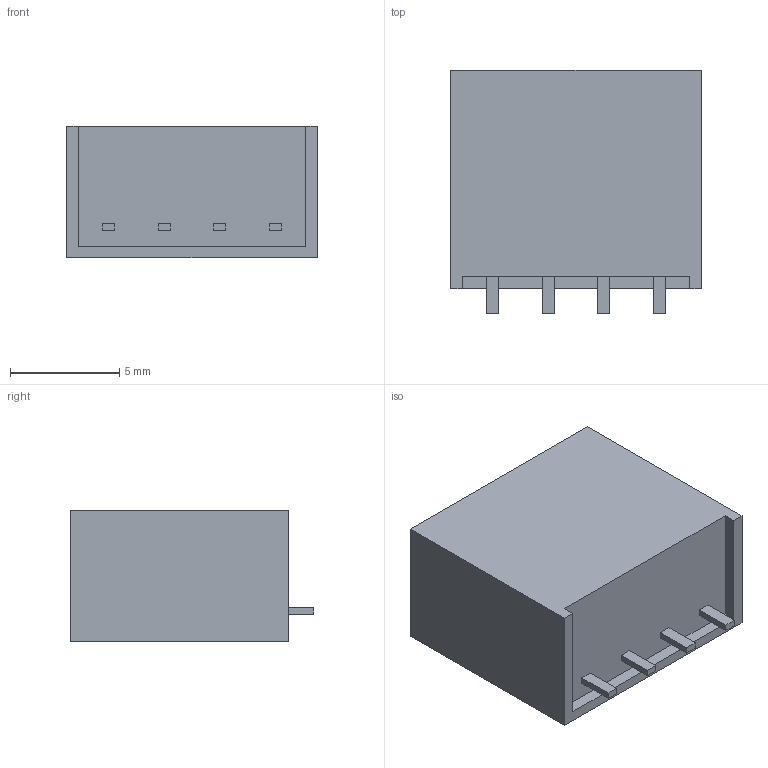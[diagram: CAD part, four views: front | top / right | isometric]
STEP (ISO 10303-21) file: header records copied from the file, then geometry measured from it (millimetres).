
FILE_DESCRIPTION (( 'STEP AP214' ), '1' );
FILE_NAME ('B0505S-1W.STEP', '2021-11-22T09:46:33', ( '' ), ( '' ), 'SwSTEP 2.0', 'SolidWorks 2020', '' );
FILE_SCHEMA (( 'AUTOMOTIVE_DESIGN' ));
Length unit declared in the file: millimetre
Products named in the file (3): Copy (2) of Copy of Copy of Part5^B0505S-1W; Part4^B0505S-1W; B0505S-1W
Assembly tree (5 placements, depth 2):
  B0505S-1W
    Part4^B0505S-1W
    Copy (2) of Copy of Copy of Part5^B0505S-1W  x4
Bounding box: 11.48 x 11.15 x 6 mm (x, y, z)
Volume: 658.1 mm3; surface area: 555.7 mm2
Topology: 5 solids, 5 shells, 347 faces, 906 edges, 604 vertices
Faces by surface type: plane 212, bspline 133, cylinder 2
Entity records: 21143 total; most frequent: CARTESIAN_POINT 10624, ORIENTED_EDGE 1740, DIRECTION 1016, EDGE_CURVE 870, VECTOR 600, LINE 600, VERTEX_POINT 580, EDGE_LOOP 364
